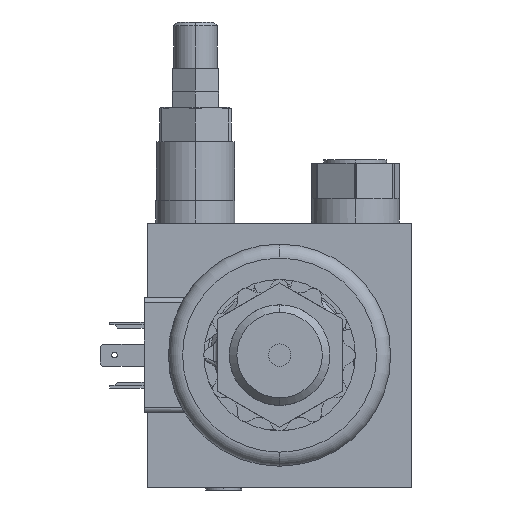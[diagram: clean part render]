
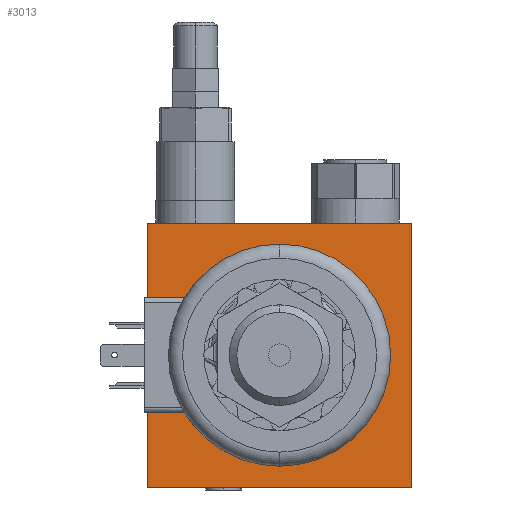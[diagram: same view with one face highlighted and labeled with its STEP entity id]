
A CAD part, left-side view. The second image highlights one B-rep face of the part: STEP entity #3013.
In plain terms, the highlighted planar face has unit normal (-1, 0, 0).
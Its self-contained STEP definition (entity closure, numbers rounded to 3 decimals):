
#227 = EDGE_CURVE ( 'NONE', #4881, #18997, #18350, .T. ) ;
#284 = ORIENTED_EDGE ( 'NONE', *, *, #24177, .T. ) ;
#869 = VECTOR ( 'NONE', #10117, 1000. ) ;
#1920 = AXIS2_PLACEMENT_3D ( 'NONE', #8753, #4002, #23475 ) ;
#2583 = VECTOR ( 'NONE', #28769, 1000. ) ;
#2741 = EDGE_LOOP ( 'NONE', ( #24040, #21295 ) ) ;
#3013 = ADVANCED_FACE ( 'NONE', ( #16857, #14161 ), #14323, .T. ) ;
#3132 = CIRCLE ( 'NONE', #12738, 15.5 ) ;
#3578 = CARTESIAN_POINT ( 'NONE',  ( -81.5, 0., -15.5 ) ) ;
#4002 = DIRECTION ( 'NONE',  ( -1., 0., 0. ) ) ;
#4881 = VERTEX_POINT ( 'NONE', #12652 ) ;
#5293 = VERTEX_POINT ( 'NONE', #3578 ) ;
#6308 = ORIENTED_EDGE ( 'NONE', *, *, #19443, .F. ) ;
#8753 = CARTESIAN_POINT ( 'NONE',  ( -81.5, 0., 0. ) ) ;
#9730 = DIRECTION ( 'NONE',  ( 0., 0., 1. ) ) ;
#10117 = DIRECTION ( 'NONE',  ( 0., 0., 1. ) ) ;
#11512 = CARTESIAN_POINT ( 'NONE',  ( -81.5, -37.5, 37.5 ) ) ;
#12099 = DIRECTION ( 'NONE',  ( -1., 0., 0. ) ) ;
#12254 = VECTOR ( 'NONE', #27838, 1000. ) ;
#12535 = ORIENTED_EDGE ( 'NONE', *, *, #227, .T. ) ;
#12652 = CARTESIAN_POINT ( 'NONE',  ( -81.5, -37.5, 37.5 ) ) ;
#12738 = AXIS2_PLACEMENT_3D ( 'NONE', #24878, #12835, #17761 ) ;
#12835 = DIRECTION ( 'NONE',  ( -1., 0., 0. ) ) ;
#13438 = VERTEX_POINT ( 'NONE', #16202 ) ;
#13540 = AXIS2_PLACEMENT_3D ( 'NONE', #29049, #12099, #9730 ) ;
#14161 = FACE_OUTER_BOUND ( 'NONE', #27226, .T. ) ;
#14323 = PLANE ( 'NONE',  #13540 ) ;
#14813 = CARTESIAN_POINT ( 'NONE',  ( -81.5, 37.5, -37.5 ) ) ;
#16202 = CARTESIAN_POINT ( 'NONE',  ( -81.5, -37.5, -37.5 ) ) ;
#16857 = FACE_BOUND ( 'NONE', #2741, .T. ) ;
#17125 = CARTESIAN_POINT ( 'NONE',  ( -81.5, 37.5, 37.5 ) ) ;
#17592 = VECTOR ( 'NONE', #23090, 1000. ) ;
#17761 = DIRECTION ( 'NONE',  ( 0., 0., 1. ) ) ;
#18041 = EDGE_CURVE ( 'NONE', #13438, #27350, #24008, .T. ) ;
#18350 = LINE ( 'NONE', #11512, #17592 ) ;
#18725 = LINE ( 'NONE', #27065, #869 ) ;
#18997 = VERTEX_POINT ( 'NONE', #17125 ) ;
#19443 = EDGE_CURVE ( 'NONE', #27350, #18997, #20865, .T. ) ;
#20865 = LINE ( 'NONE', #30504, #12254 ) ;
#21295 = ORIENTED_EDGE ( 'NONE', *, *, #25022, .F. ) ;
#21967 = CARTESIAN_POINT ( 'NONE',  ( -81.5, 0., 15.5 ) ) ;
#22423 = ORIENTED_EDGE ( 'NONE', *, *, #18041, .F. ) ;
#23090 = DIRECTION ( 'NONE',  ( 0., 1., 0. ) ) ;
#23475 = DIRECTION ( 'NONE',  ( 0., 0., 1. ) ) ;
#24008 = LINE ( 'NONE', #28294, #2583 ) ;
#24040 = ORIENTED_EDGE ( 'NONE', *, *, #29456, .F. ) ;
#24177 = EDGE_CURVE ( 'NONE', #13438, #4881, #18725, .T. ) ;
#24878 = CARTESIAN_POINT ( 'NONE',  ( -81.5, 0., 0. ) ) ;
#25022 = EDGE_CURVE ( 'NONE', #29106, #5293, #26198, .T. ) ;
#26198 = CIRCLE ( 'NONE', #1920, 15.5 ) ;
#27065 = CARTESIAN_POINT ( 'NONE',  ( -81.5, -37.5, -37.5 ) ) ;
#27226 = EDGE_LOOP ( 'NONE', ( #12535, #6308, #22423, #284 ) ) ;
#27350 = VERTEX_POINT ( 'NONE', #14813 ) ;
#27838 = DIRECTION ( 'NONE',  ( 0., 0., 1. ) ) ;
#28294 = CARTESIAN_POINT ( 'NONE',  ( -81.5, -37.5, -37.5 ) ) ;
#28769 = DIRECTION ( 'NONE',  ( 0., 1., 0. ) ) ;
#29049 = CARTESIAN_POINT ( 'NONE',  ( -81.5, -37.5, -37.5 ) ) ;
#29106 = VERTEX_POINT ( 'NONE', #21967 ) ;
#29456 = EDGE_CURVE ( 'NONE', #5293, #29106, #3132, .T. ) ;
#30504 = CARTESIAN_POINT ( 'NONE',  ( -81.5, 37.5, -37.5 ) ) ;
